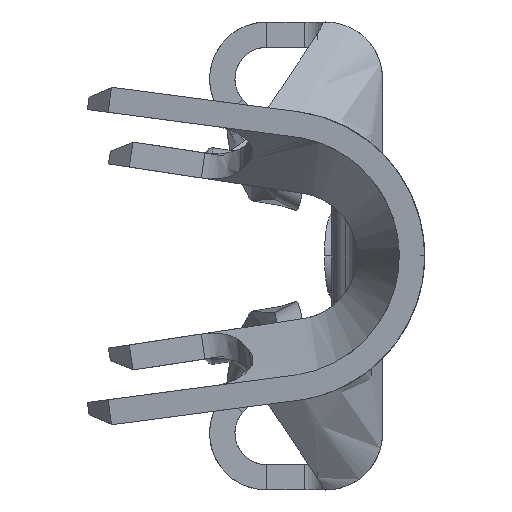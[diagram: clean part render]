
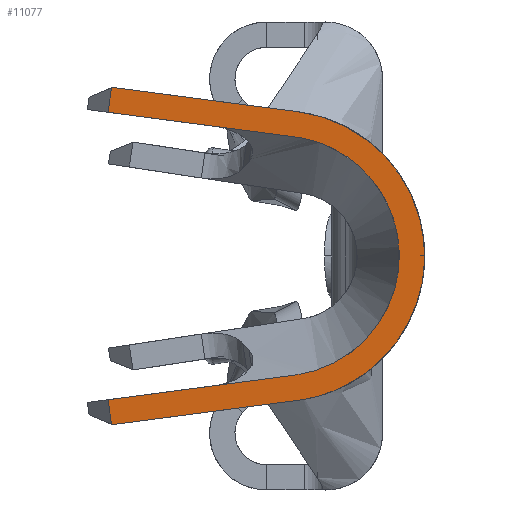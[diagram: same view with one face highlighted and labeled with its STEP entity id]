
A CAD part, left-side view. The second image highlights one B-rep face of the part: STEP entity #11077.
In plain terms, the highlighted planar face has unit normal (-0.996, 0.087, 0).
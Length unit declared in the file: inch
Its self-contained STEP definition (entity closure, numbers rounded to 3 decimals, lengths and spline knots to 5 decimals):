
#67 = LINE ( 'NONE', #6742, #5035 ) ;
#109 = CARTESIAN_POINT ( 'NONE',  ( -0.576, 0.128, -0.1 ) ) ;
#306 = CARTESIAN_POINT ( 'NONE',  ( -0.577, 0.11659, -0.07981 ) ) ;
#330 = VERTEX_POINT ( 'NONE', #8571 ) ;
#491 = EDGE_CURVE ( 'NONE', #6958, #5320, #6824, .T. ) ;
#566 = CARTESIAN_POINT ( 'NONE',  ( -0.59416, -0.07959, 0.05426 ) ) ;
#908 = ORIENTED_EDGE ( 'NONE', *, *, #7461, .F. ) ;
#1063 = DIRECTION ( 'NONE',  ( 0.087, 0.996, 0. ) ) ;
#1235 = DIRECTION ( 'NONE',  ( 0.086, 0.988, 0.13 ) ) ;
#1258 = VERTEX_POINT ( 'NONE', #3064 ) ;
#1295 = VECTOR ( 'NONE', #3339, 39.37008 ) ;
#1456 = ORIENTED_EDGE ( 'NONE', *, *, #4520, .F. ) ;
#1573 = AXIS2_PLACEMENT_3D ( 'NONE', #109, #6626, #1063 ) ;
#1581 = CARTESIAN_POINT ( 'NONE',  ( -0.59239, -0.05932, 0.04482 ) ) ;
#2059 = VERTEX_POINT ( 'NONE', #5046 ) ;
#2096 = DIRECTION ( 'NONE',  ( -0.011, -0.13, -0.991 ) ) ;
#2323 = DIRECTION ( 'NONE',  ( -0.086, -0.988, -0.13 ) ) ;
#2551 =( BOUNDED_CURVE ( )  B_SPLINE_CURVE ( 3, ( #3411, #11735, #1581, #8090 ),
 .UNSPECIFIED., .F., .F. ) 
 B_SPLINE_CURVE_WITH_KNOTS ( ( 4, 4 ),
 ( 4.84314, 7.72323 ),
 .UNSPECIFIED. ) 
 CURVE ( )  GEOMETRIC_REPRESENTATION_ITEM ( )  RATIONAL_B_SPLINE_CURVE ( ( 1., 0.42, 0.42, 1. ) ) 
 REPRESENTATION_ITEM ( '' )  );
#2603 = LINE ( 'NONE', #7219, #9755 ) ;
#2807 = EDGE_CURVE ( 'NONE', #2059, #6958, #9109, .T. ) ;
#2819 = EDGE_CURVE ( 'NONE', #8413, #9485, #8823, .T. ) ;
#3064 = CARTESIAN_POINT ( 'NONE',  ( -0.57687, 0.11812, 0.06816 ) ) ;
#3320 = CARTESIAN_POINT ( 'NONE',  ( -0.58421, 0.03421, -0.06923 ) ) ;
#3339 = DIRECTION ( 'NONE',  ( -0.081, -0.921, 0.382 ) ) ;
#3411 = CARTESIAN_POINT ( 'NONE',  ( -0.58461, 0.02957, -0.05651 ) ) ;
#3748 = CARTESIAN_POINT ( 'NONE',  ( -0.58421, 0.03421, 0.06923 ) ) ;
#3929 = DIRECTION ( 'NONE',  ( 0.081, 0.921, 0.382 ) ) ;
#4383 = ORIENTED_EDGE ( 'NONE', *, *, #7072, .F. ) ;
#4520 = EDGE_CURVE ( 'NONE', #4610, #9485, #67, .T. ) ;
#4610 = VERTEX_POINT ( 'NONE', #8845 ) ;
#5035 = VECTOR ( 'NONE', #3929, 39.37008 ) ;
#5046 = CARTESIAN_POINT ( 'NONE',  ( -0.57704, 0.11613, 0.08 ) ) ;
#5320 = VERTEX_POINT ( 'NONE', #11269 ) ;
#5487 = EDGE_CURVE ( 'NONE', #8413, #330, #8795, .T. ) ;
#5719 = LINE ( 'NONE', #3320, #10369 ) ;
#5854 = CARTESIAN_POINT ( 'NONE',  ( -0.577, 0.11659, 0.07981 ) ) ;
#5868 = ORIENTED_EDGE ( 'NONE', *, *, #491, .F. ) ;
#5873 = LINE ( 'NONE', #10553, #8056 ) ;
#5984 = DIRECTION ( 'NONE',  ( -0.086, -0.988, 0.13 ) ) ;
#6157 = CARTESIAN_POINT ( 'NONE',  ( -0.59416, -0.07959, -0.05426 ) ) ;
#6171 = EDGE_LOOP ( 'NONE', ( #10888, #7712, #1456, #4383, #5868, #11480, #7110, #9096, #908, #7418 ) ) ;
#6283 = CARTESIAN_POINT ( 'NONE',  ( -0.57687, 0.11812, -0.06816 ) ) ;
#6350 = VECTOR ( 'NONE', #2096, 39.37008 ) ;
#6626 = DIRECTION ( 'NONE',  ( 0.996, -0.087, 0. ) ) ;
#6742 = CARTESIAN_POINT ( 'NONE',  ( -0.57565, 0.13197, -0.07344 ) ) ;
#6824 =( BOUNDED_CURVE ( )  B_SPLINE_CURVE ( 3, ( #7074, #566, #6157, #8020 ),
 .UNSPECIFIED., .F., .F. ) 
 B_SPLINE_CURVE_WITH_KNOTS ( ( 4, 4 ),
 ( 4.84314, 7.72323 ),
 .UNSPECIFIED. ) 
 CURVE ( )  GEOMETRIC_REPRESENTATION_ITEM ( )  RATIONAL_B_SPLINE_CURVE ( ( 1., 0.42, 0.42, 1. ) ) 
 REPRESENTATION_ITEM ( '' )  );
#6958 = VERTEX_POINT ( 'NONE', #7282 ) ;
#7072 = EDGE_CURVE ( 'NONE', #5320, #4610, #5719, .T. ) ;
#7074 = CARTESIAN_POINT ( 'NONE',  ( -0.58475, 0.028, 0.06841 ) ) ;
#7110 = ORIENTED_EDGE ( 'NONE', *, *, #10689, .F. ) ;
#7219 = CARTESIAN_POINT ( 'NONE',  ( -0.57495, 0.14003, -0.09841 ) ) ;
#7282 = CARTESIAN_POINT ( 'NONE',  ( -0.58475, 0.028, 0.06841 ) ) ;
#7418 = ORIENTED_EDGE ( 'NONE', *, *, #9157, .F. ) ;
#7461 = EDGE_CURVE ( 'NONE', #10042, #1258, #5873, .T. ) ;
#7662 = CARTESIAN_POINT ( 'NONE',  ( -0.57721, 0.11418, -0.09817 ) ) ;
#7712 = ORIENTED_EDGE ( 'NONE', *, *, #2819, .T. ) ;
#7883 = CARTESIAN_POINT ( 'NONE',  ( -0.58407, 0.03577, -0.05733 ) ) ;
#7993 = FACE_OUTER_BOUND ( 'NONE', #6171, .T. ) ;
#8020 = CARTESIAN_POINT ( 'NONE',  ( -0.58475, 0.028, -0.06841 ) ) ;
#8056 = VECTOR ( 'NONE', #1235, 39.37008 ) ;
#8090 = CARTESIAN_POINT ( 'NONE',  ( -0.58461, 0.02957, 0.05651 ) ) ;
#8413 = VERTEX_POINT ( 'NONE', #6283 ) ;
#8571 = CARTESIAN_POINT ( 'NONE',  ( -0.58461, 0.02957, -0.05651 ) ) ;
#8795 = LINE ( 'NONE', #7883, #11239 ) ;
#8823 = LINE ( 'NONE', #7662, #6350 ) ;
#8845 = CARTESIAN_POINT ( 'NONE',  ( -0.57704, 0.11613, -0.08 ) ) ;
#8921 = CARTESIAN_POINT ( 'NONE',  ( -0.57565, 0.13197, 0.07344 ) ) ;
#9096 = ORIENTED_EDGE ( 'NONE', *, *, #10095, .T. ) ;
#9109 = LINE ( 'NONE', #3748, #11267 ) ;
#9157 = EDGE_CURVE ( 'NONE', #330, #10042, #2551, .T. ) ;
#9451 = VERTEX_POINT ( 'NONE', #5854 ) ;
#9485 = VERTEX_POINT ( 'NONE', #306 ) ;
#9755 = VECTOR ( 'NONE', #10987, 39.37008 ) ;
#10042 = VERTEX_POINT ( 'NONE', #11807 ) ;
#10095 = EDGE_CURVE ( 'NONE', #9451, #1258, #2603, .T. ) ;
#10329 = PLANE ( 'NONE',  #1573 ) ;
#10369 = VECTOR ( 'NONE', #10774, 39.37008 ) ;
#10553 = CARTESIAN_POINT ( 'NONE',  ( -0.58407, 0.03577, 0.05733 ) ) ;
#10689 = EDGE_CURVE ( 'NONE', #9451, #2059, #10897, .T. ) ;
#10774 = DIRECTION ( 'NONE',  ( 0.086, 0.988, -0.13 ) ) ;
#10888 = ORIENTED_EDGE ( 'NONE', *, *, #5487, .F. ) ;
#10897 = LINE ( 'NONE', #8921, #1295 ) ;
#10987 = DIRECTION ( 'NONE',  ( 0.011, 0.13, -0.991 ) ) ;
#11077 = ADVANCED_FACE ( 'NONE', ( #7993 ), #10329, .F. ) ;
#11239 = VECTOR ( 'NONE', #5984, 39.37008 ) ;
#11267 = VECTOR ( 'NONE', #2323, 39.37008 ) ;
#11269 = CARTESIAN_POINT ( 'NONE',  ( -0.58475, 0.028, -0.06841 ) ) ;
#11480 = ORIENTED_EDGE ( 'NONE', *, *, #2807, .F. ) ;
#11735 = CARTESIAN_POINT ( 'NONE',  ( -0.59239, -0.05932, -0.04482 ) ) ;
#11807 = CARTESIAN_POINT ( 'NONE',  ( -0.58461, 0.02957, 0.05651 ) ) ;
